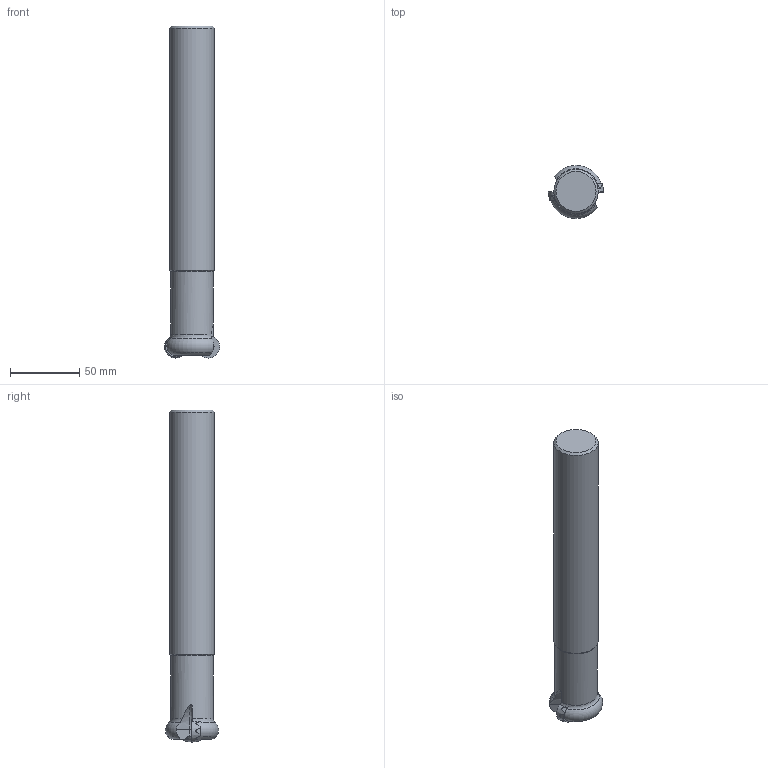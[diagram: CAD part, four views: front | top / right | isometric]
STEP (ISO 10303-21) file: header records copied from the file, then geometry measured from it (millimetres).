
FILE_DESCRIPTION(/* description */ (''),/* implementation_level */ '2;1');
FILE_NAME(/* name */ '1543377061765.stp',/* time_stamp */ '2018-11-28T09:21:23+06:00',/* author */ (''),/* organization */ ('SMS'),/* preprocessor_version */ 'ST-DEVELOPER v15',/* originating_system */ 'SIEMENS PLM Software NX 8.5',/* authorisation */ '');
FILE_SCHEMA (('AUTOMOTIVE_DESIGN { 1 0 10303 214 3 1 1 1 }'));
Length unit declared in the file: millimetre
Products named in the file (4): 201856700mod000_00; ASSEMBLY_CONSTRUCTION; 201896612mod000_00; 201896609mod000_00
Assembly tree (4 placements, depth 2):
  201896609mod000_00
    201896612mod000_00
    ASSEMBLY_CONSTRUCTION
    201856700mod000_00  x2
Bounding box: 39.98 x 38.44 x 240 mm (x, y, z)
Volume: 188490.3 mm3; surface area: 27762.8 mm2
Topology: 3 solids, 3 shells, 158 faces, 403 edges, 265 vertices
Faces by surface type: plane 70, cone 30, extrusion 24, torus 18, cylinder 14, bspline 2
Full cylindrical faces by diameter (mm): 4.5 x2, 5 x2, 5.5 x2, 7.15 x2, 30.84 x1, 31.992 x1
Entity records: 5778 total; most frequent: CARTESIAN_POINT 2257, DIRECTION 698, ORIENTED_EDGE 666, EDGE_CURVE 333, AXIS2_PLACEMENT_3D 291, VERTEX_POINT 225, EDGE_LOOP 176, ADVANCED_FACE 144
